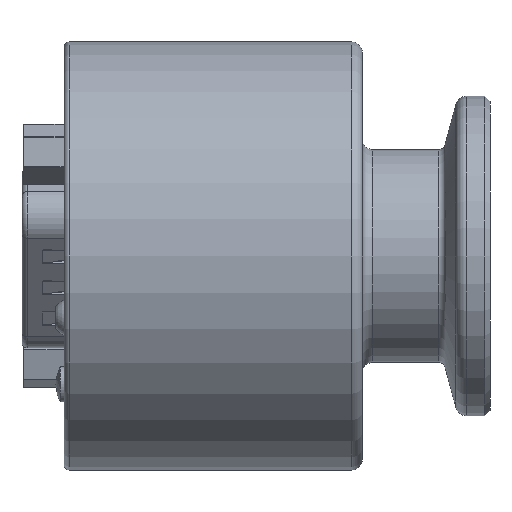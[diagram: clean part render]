
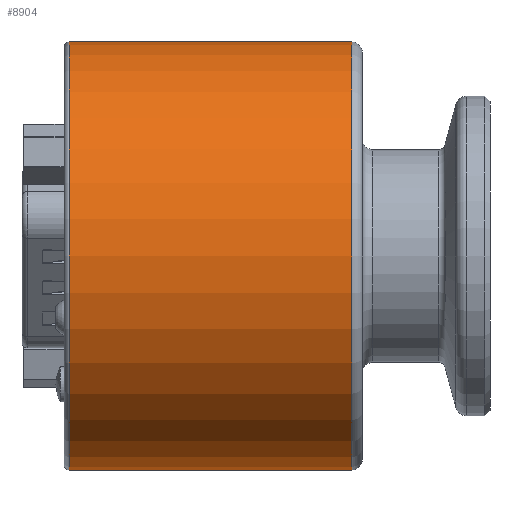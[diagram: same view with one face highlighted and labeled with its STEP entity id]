
A CAD part, left-side view. The second image highlights one B-rep face of the part: STEP entity #8904.
In plain terms, the highlighted cylindrical face has radius 20.1 mm (diameter 40.2 mm), a full revolution.
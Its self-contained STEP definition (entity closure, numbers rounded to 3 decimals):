
#225=CYLINDRICAL_SURFACE('',#9659,20.1);
#611=CIRCLE('',#9622,20.1);
#612=CIRCLE('',#9623,20.1);
#642=CIRCLE('',#9658,20.1);
#1108=FACE_OUTER_BOUND('',#1691,.T.);
#1691=EDGE_LOOP('',(#6782,#6783,#6784,#6785,#6786));
#2433=LINE('',#16685,#3198);
#3198=VECTOR('',#11384,19.5);
#4028=VERTEX_POINT('',#16563);
#4029=VERTEX_POINT('',#16565);
#4080=VERTEX_POINT('',#16681);
#5038=EDGE_CURVE('',#4028,#4029,#611,.T.);
#5039=EDGE_CURVE('',#4029,#4028,#612,.T.);
#5099=EDGE_CURVE('',#4080,#4080,#642,.T.);
#5100=EDGE_CURVE('',#4080,#4029,#2433,.T.);
#6782=ORIENTED_EDGE('',*,*,#5099,.F.);
#6783=ORIENTED_EDGE('',*,*,#5100,.T.);
#6784=ORIENTED_EDGE('',*,*,#5038,.F.);
#6785=ORIENTED_EDGE('',*,*,#5039,.F.);
#6786=ORIENTED_EDGE('',*,*,#5100,.F.);
#8904=ADVANCED_FACE('',(#1108),#225,.T.);
#9622=AXIS2_PLACEMENT_3D('',#16566,#11278,#11279);
#9623=AXIS2_PLACEMENT_3D('',#16567,#11280,#11281);
#9658=AXIS2_PLACEMENT_3D('',#16683,#11380,#11381);
#9659=AXIS2_PLACEMENT_3D('',#16684,#11382,#11383);
#11278=DIRECTION('center_axis',(0.,-1.,0.));
#11279=DIRECTION('ref_axis',(0.643,0.,-0.766));
#11280=DIRECTION('center_axis',(0.,-1.,0.));
#11281=DIRECTION('ref_axis',(0.643,0.,-0.766));
#11380=DIRECTION('center_axis',(0.,1.,0.));
#11381=DIRECTION('ref_axis',(0.643,0.,-0.766));
#11382=DIRECTION('center_axis',(0.,1.,0.));
#11383=DIRECTION('ref_axis',(0.643,0.,-0.766));
#11384=DIRECTION('',(0.,-1.,0.));
#16563=CARTESIAN_POINT('',(15.397,18.,12.92));
#16565=CARTESIAN_POINT('',(-12.92,18.,15.398));
#16566=CARTESIAN_POINT('Origin',(0.,18.,
0.));
#16567=CARTESIAN_POINT('Origin',(0.,18.,
0.));
#16681=CARTESIAN_POINT('',(-12.92,44.5,15.398));
#16683=CARTESIAN_POINT('Origin',(0.,44.5,
0.));
#16684=CARTESIAN_POINT('Origin',(0.,43.,
0.));
#16685=CARTESIAN_POINT('',(-12.92,43.,15.398));
